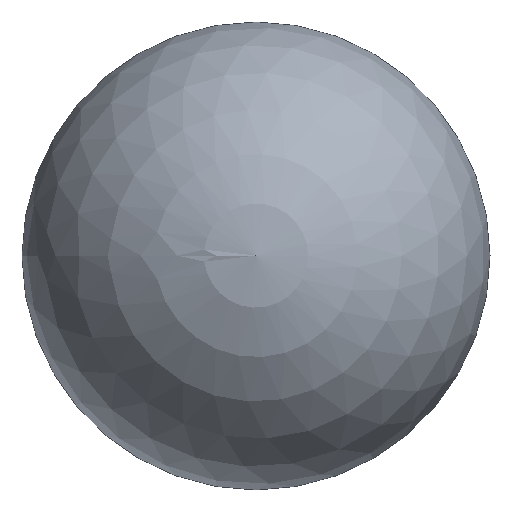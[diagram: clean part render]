
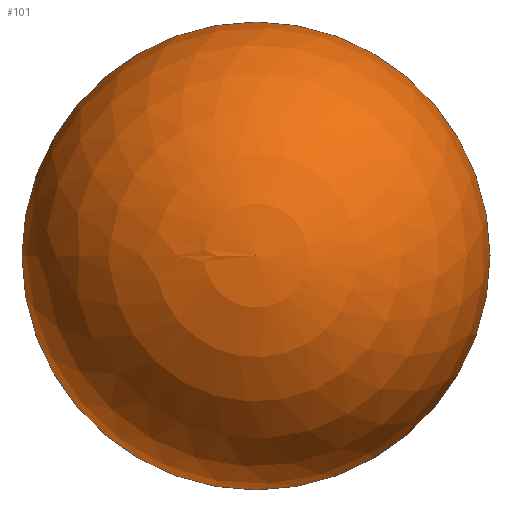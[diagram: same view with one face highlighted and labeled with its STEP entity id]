
A CAD part, top view. The second image highlights one B-rep face of the part: STEP entity #101.
In plain terms, the highlighted spherical face has radius 4.763 mm.
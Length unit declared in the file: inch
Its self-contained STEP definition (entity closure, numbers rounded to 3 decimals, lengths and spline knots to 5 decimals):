
#2 = EDGE_LOOP ( 'NONE', ( #89, #87 ) ) ;
#3 = CARTESIAN_POINT ( 'NONE',  ( 0., 0., 0. ) ) ;
#4 = DIRECTION ( 'NONE',  ( 0., 0., -1. ) ) ;
#5 = DIRECTION ( 'NONE',  ( -1., 0., 0. ) ) ;
#19 = CARTESIAN_POINT ( 'NONE',  ( 0., 0., 0. ) ) ;
#20 = DIRECTION ( 'NONE',  ( 0., 0., -1. ) ) ;
#21 = DIRECTION ( 'NONE',  ( -1., 0., 0. ) ) ;
#22 = CARTESIAN_POINT ( 'NONE',  ( 0., 0., 0. ) ) ;
#23 = DIRECTION ( 'NONE',  ( 0., 0., 1. ) ) ;
#24 = DIRECTION ( 'NONE',  ( 1., 0., 0. ) ) ;
#85 = CARTESIAN_POINT ( 'NONE',  ( 0., -0.1875, 0. ) ) ;
#86 = CARTESIAN_POINT ( 'NONE',  ( 0., 0.1875, 0. ) ) ;
#87 = ORIENTED_EDGE ( 'NONE', *, *, #104, .T. ) ;
#89 = ORIENTED_EDGE ( 'NONE', *, *, #103, .F. ) ;
#91 = VERTEX_POINT ( 'NONE', #86 ) ;
#92 = VERTEX_POINT ( 'NONE', #85 ) ;
#101 = ADVANCED_FACE ( 'NONE', ( #131 ), #127, .T. ) ;
#103 = EDGE_CURVE ( 'NONE', #91, #92, #108, .T. ) ;
#104 = EDGE_CURVE ( 'NONE', #91, #92, #106, .T. ) ;
#106 = CIRCLE ( 'NONE', #115, 0.1875 ) ;
#108 = CIRCLE ( 'NONE', #123, 0.1875 ) ;
#115 = AXIS2_PLACEMENT_3D ( 'NONE', #22, #23, #24 ) ;
#123 = AXIS2_PLACEMENT_3D ( 'NONE', #19, #20, #21 ) ;
#127 = SPHERICAL_SURFACE ( 'NONE', #130, 0.1875 ) ;
#130 = AXIS2_PLACEMENT_3D ( 'NONE', #3, #4, #5 ) ;
#131 = FACE_OUTER_BOUND ( 'NONE', #2, .T. ) ;
